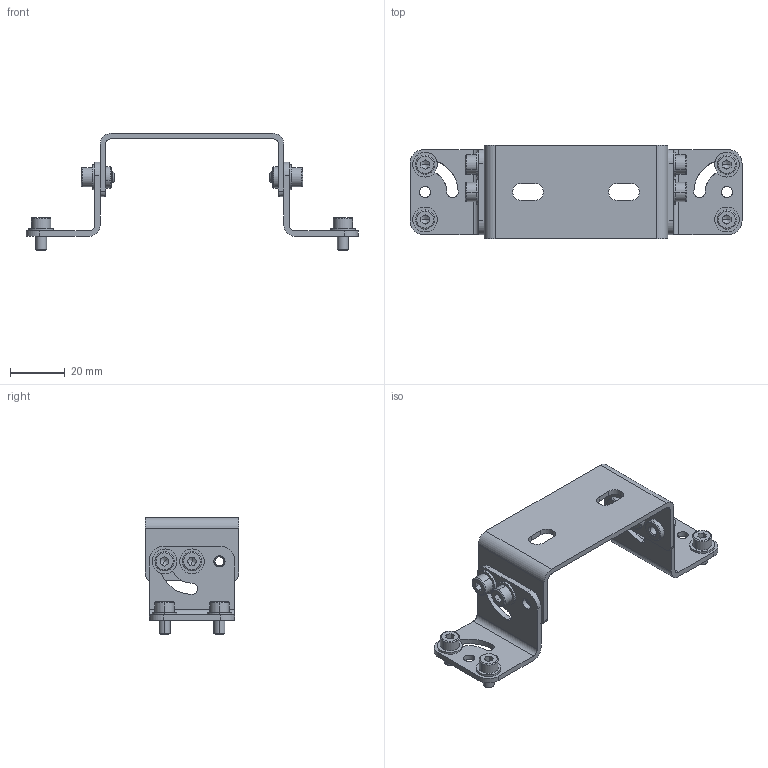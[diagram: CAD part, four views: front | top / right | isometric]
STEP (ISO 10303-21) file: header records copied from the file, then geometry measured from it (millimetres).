
FILE_DESCRIPTION((''),'2;1');
FILE_NAME('CAD-8569_SW0001','2022-10-25T08:50:22',('creinig-se'),(''),'CREO PARAMETRIC BY PTC INC, 2019292','CREO PARAMETRIC BY PTC INC, 2019292','');
FILE_SCHEMA(('CONFIG_CONTROL_DESIGN','SHAPE_APPEARANCE_LAYERS_GROUPS'));
Length unit declared in the file: millimetre
Products named in the file (1): CAD-8569_SW0001
Bounding box: 121 x 34 x 42.7 mm (x, y, z)
Volume: 14818.1 mm3; surface area: 15234 mm2
Topology: 1 solids, 1 shells, 374 faces, 949 edges, 605 vertices
Faces by surface type: cylinder 148, plane 138, cone 60, torus 28
Entity records: 14688 total; most frequent: CARTESIAN_POINT 2700, DIRECTION 2102, ORIENTED_EDGE 1866, EDGE_CURVE 933, AXIS2_PLACEMENT_3D 859, VERTEX_POINT 605, CIRCLE 485, EDGE_LOOP 442
